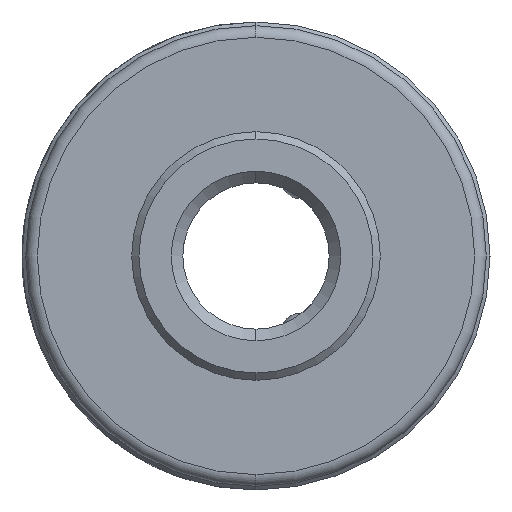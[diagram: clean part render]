
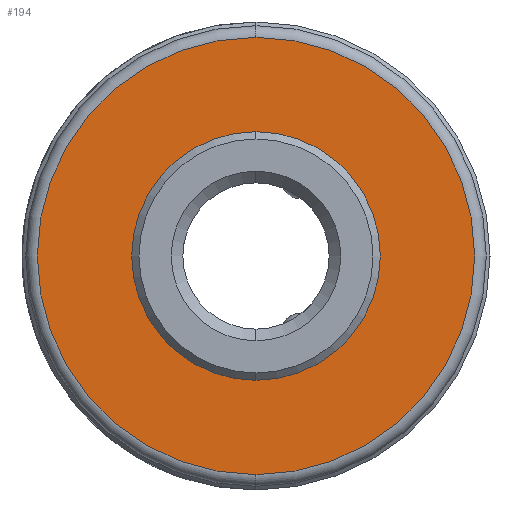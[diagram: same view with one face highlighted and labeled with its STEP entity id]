
A CAD part, left-side view. The second image highlights one B-rep face of the part: STEP entity #194.
In plain terms, the highlighted planar face has unit normal (-1, 0, 0).
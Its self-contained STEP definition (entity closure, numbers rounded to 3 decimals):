
#111 = DIRECTION ( 'NONE',  ( 0., 0., 1. ) ) ;
#140 = EDGE_CURVE ( 'NONE', #807, #601, #1232, .T. ) ;
#175 = DIRECTION ( 'NONE',  ( 1., 0., 0. ) ) ;
#184 = DIRECTION ( 'NONE',  ( -1., 0., 0. ) ) ;
#194 = ADVANCED_FACE ( 'NONE', ( #1506, #312 ), #1357, .F. ) ;
#198 = DIRECTION ( 'NONE',  ( -1., 0., 0. ) ) ;
#263 = CARTESIAN_POINT ( 'NONE',  ( -34., 0., 0. ) ) ;
#312 = FACE_OUTER_BOUND ( 'NONE', #1407, .T. ) ;
#314 = EDGE_CURVE ( 'NONE', #1167, #505, #1082, .T. ) ;
#338 = DIRECTION ( 'NONE',  ( -1., 0., 0. ) ) ;
#354 = CIRCLE ( 'NONE', #550, 7.808 ) ;
#362 = CARTESIAN_POINT ( 'NONE',  ( -34., 0., 7.808 ) ) ;
#420 = CARTESIAN_POINT ( 'NONE',  ( -34., 7.808, 0. ) ) ;
#505 = VERTEX_POINT ( 'NONE', #620 ) ;
#513 = EDGE_CURVE ( 'NONE', #601, #807, #354, .T. ) ;
#550 = AXIS2_PLACEMENT_3D ( 'NONE', #731, #738, #742 ) ;
#601 = VERTEX_POINT ( 'NONE', #1131 ) ;
#620 = CARTESIAN_POINT ( 'NONE',  ( -34., 0., -14.95 ) ) ;
#631 = AXIS2_PLACEMENT_3D ( 'NONE', #263, #184, #111 ) ;
#701 = AXIS2_PLACEMENT_3D ( 'NONE', #420, #175, #743 ) ;
#703 = ORIENTED_EDGE ( 'NONE', *, *, #1173, .T. ) ;
#731 = CARTESIAN_POINT ( 'NONE',  ( -34., 0., 0. ) ) ;
#738 = DIRECTION ( 'NONE',  ( -1., 0., 0. ) ) ;
#742 = DIRECTION ( 'NONE',  ( 0., 0., 1. ) ) ;
#743 = DIRECTION ( 'NONE',  ( 0., 0., -1. ) ) ;
#800 = CIRCLE ( 'NONE', #631, 14.95 ) ;
#807 = VERTEX_POINT ( 'NONE', #362 ) ;
#883 = DIRECTION ( 'NONE',  ( 0., 0., 1. ) ) ;
#939 = ORIENTED_EDGE ( 'NONE', *, *, #314, .T. ) ;
#965 = ORIENTED_EDGE ( 'NONE', *, *, #140, .F. ) ;
#1011 = CARTESIAN_POINT ( 'NONE',  ( -34., 0., 0. ) ) ;
#1028 = CARTESIAN_POINT ( 'NONE',  ( -34., 0., 0. ) ) ;
#1082 = CIRCLE ( 'NONE', #1350, 14.95 ) ;
#1131 = CARTESIAN_POINT ( 'NONE',  ( -34., 0., -7.808 ) ) ;
#1144 = AXIS2_PLACEMENT_3D ( 'NONE', #1011, #198, #883 ) ;
#1151 = DIRECTION ( 'NONE',  ( 0., 0., 1. ) ) ;
#1167 = VERTEX_POINT ( 'NONE', #1233 ) ;
#1173 = EDGE_CURVE ( 'NONE', #505, #1167, #800, .T. ) ;
#1232 = CIRCLE ( 'NONE', #1144, 7.808 ) ;
#1233 = CARTESIAN_POINT ( 'NONE',  ( -34., 0., 14.95 ) ) ;
#1329 = EDGE_LOOP ( 'NONE', ( #965, #1467 ) ) ;
#1350 = AXIS2_PLACEMENT_3D ( 'NONE', #1028, #338, #1151 ) ;
#1357 = PLANE ( 'NONE',  #701 ) ;
#1407 = EDGE_LOOP ( 'NONE', ( #939, #703 ) ) ;
#1467 = ORIENTED_EDGE ( 'NONE', *, *, #513, .F. ) ;
#1506 = FACE_BOUND ( 'NONE', #1329, .T. ) ;
